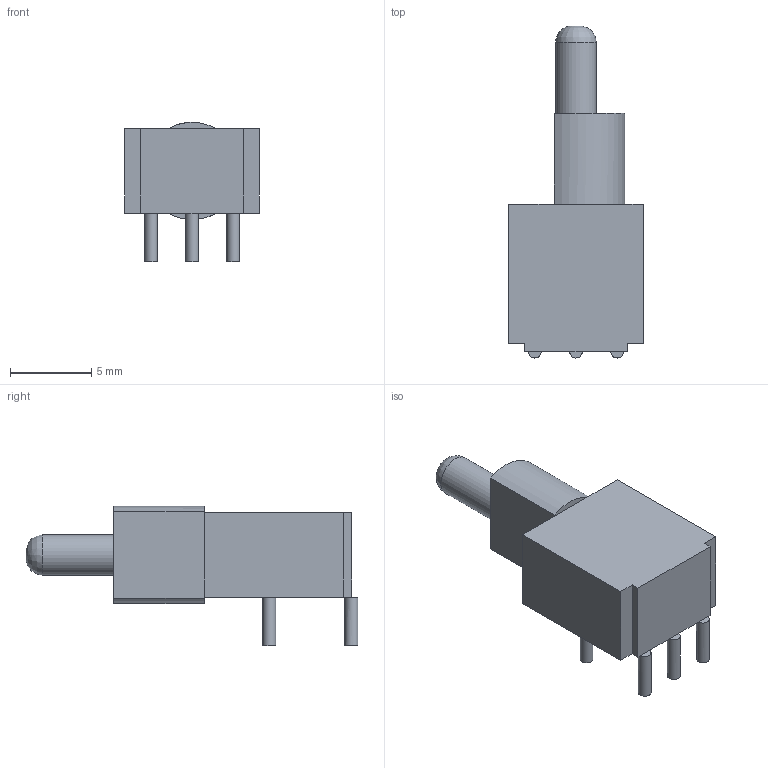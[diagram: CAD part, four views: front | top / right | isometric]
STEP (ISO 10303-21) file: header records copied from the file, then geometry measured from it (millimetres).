
FILE_DESCRIPTION(('FreeCAD Model'),'2;1');
FILE_NAME('Open CASCADE Shape Model','2022-10-04T18:49:48',(''),(''), 'Open CASCADE STEP processor 7.5','FreeCAD','Unknown');
FILE_SCHEMA(('AUTOMOTIVE_DESIGN { 1 0 10303 214 1 1 1 1 }'));
Length unit declared in the file: millimetre
Products named in the file (1): Fillet
Bounding box: 8.3 x 20.48 x 8.6 mm (x, y, z)
Volume: 543.2 mm3; surface area: 509.4 mm2
Topology: 1 solids, 1 shells, 32 faces, 70 edges, 43 vertices
Faces by surface type: plane 24, cylinder 7, revolution 1
Full cylindrical faces by diameter (mm): 0.8 x5, 2.5 x1
Entity records: 902 total; most frequent: DIRECTION 159, CARTESIAN_POINT 156, ORIENTED_EDGE 140, EDGE_CURVE 70, AXIS2_PLACEMENT_3D 56, LINE 46, VECTOR 46, VERTEX_POINT 43
